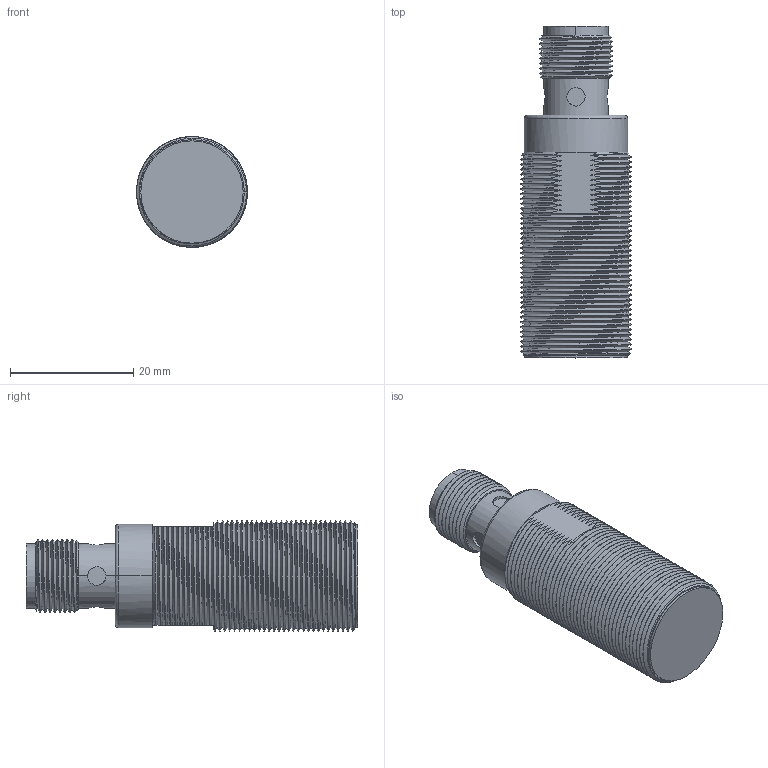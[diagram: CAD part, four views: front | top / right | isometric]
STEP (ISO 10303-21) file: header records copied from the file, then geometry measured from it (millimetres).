
FILE_DESCRIPTION((''),'2;1');
FILE_NAME('OCN1-1808X-XRS4','2017-03-10T',('Administrator'),(''),'PRO/ENGINEER BY PARAMETRIC TECHNOLOGY CORPORATION, 2007170','PRO/ENGINEER BY PARAMETRIC TECHNOLOGY CORPORATION, 2007170','');
FILE_SCHEMA(('CONFIG_CONTROL_DESIGN'));
Length unit declared in the file: millimetre
Products named in the file (1): OCN1-1808X-XRS4
Bounding box: 18 x 53.9 x 18 mm (x, y, z)
Volume: 10051.7 mm3; surface area: 5226 mm2
Topology: 1 solids, 1 shells, 287 faces, 871 edges, 589 vertices
Faces by surface type: cylinder 120, bspline 79, plane 68, cone 10, sphere 8, torus 2
Entity records: 23090 total; most frequent: CARTESIAN_POINT 16495, ORIENTED_EDGE 1726, EDGE_CURVE 863, DIRECTION 815, VERTEX_POINT 589, B_SPLINE_CURVE_WITH_KNOTS 548, EDGE_LOOP 298, AXIS2_PLACEMENT_3D 292
